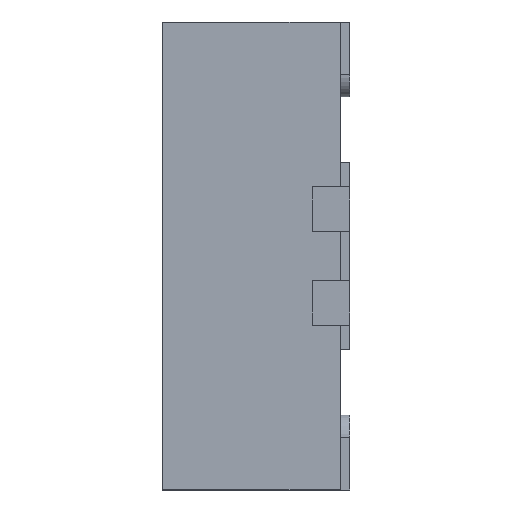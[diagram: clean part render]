
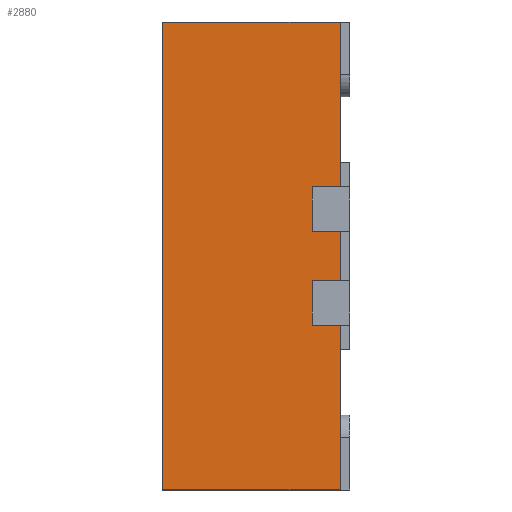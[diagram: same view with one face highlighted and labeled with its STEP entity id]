
A CAD part, left-side view. The second image highlights one B-rep face of the part: STEP entity #2880.
In plain terms, the highlighted planar face has unit normal (-1, 0, 0).
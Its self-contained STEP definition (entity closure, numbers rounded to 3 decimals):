
#59 = CARTESIAN_POINT ( 'NONE',  ( -1.75, 1., -1.25 ) ) ;
#85 = EDGE_CURVE ( 'NONE', #2010, #1669, #2274, .T. ) ;
#88 = AXIS2_PLACEMENT_3D ( 'NONE', #2262, #3554, #586 ) ;
#173 = VECTOR ( 'NONE', #2339, 1000. ) ;
#326 = VECTOR ( 'NONE', #3645, 1000. ) ;
#408 = ORIENTED_EDGE ( 'NONE', *, *, #480, .F. ) ;
#480 = EDGE_CURVE ( 'NONE', #2038, #3080, #1873, .T. ) ;
#516 = ORIENTED_EDGE ( 'NONE', *, *, #2827, .T. ) ;
#521 = VECTOR ( 'NONE', #1099, 1000. ) ;
#546 = PLANE ( 'NONE',  #88 ) ;
#586 = DIRECTION ( 'NONE',  ( 0., 0., -1. ) ) ;
#647 = VECTOR ( 'NONE', #4126, 1000. ) ;
#748 = VERTEX_POINT ( 'NONE', #59 ) ;
#815 = LINE ( 'NONE', #4141, #326 ) ;
#847 = CARTESIAN_POINT ( 'NONE',  ( -1.75, 0.666, -0.13 ) ) ;
#893 = VERTEX_POINT ( 'NONE', #1444 ) ;
#936 = CARTESIAN_POINT ( 'NONE',  ( -1.75, 0.05, 1.25 ) ) ;
#1039 = EDGE_CURVE ( 'NONE', #4738, #1436, #815, .T. ) ;
#1042 = CARTESIAN_POINT ( 'NONE',  ( -1.75, 0.666, 0.13 ) ) ;
#1099 = DIRECTION ( 'NONE',  ( 0., 0., 1. ) ) ;
#1212 = VECTOR ( 'NONE', #4742, 1000. ) ;
#1223 = CARTESIAN_POINT ( 'NONE',  ( -1.75, 0.2, -0.37 ) ) ;
#1262 = VECTOR ( 'NONE', #1485, 1000. ) ;
#1282 = LINE ( 'NONE', #4497, #521 ) ;
#1332 = FACE_OUTER_BOUND ( 'NONE', #3689, .T. ) ;
#1351 = VERTEX_POINT ( 'NONE', #5320 ) ;
#1363 = CARTESIAN_POINT ( 'NONE',  ( -1.75, 0.2, 0.13 ) ) ;
#1436 = VERTEX_POINT ( 'NONE', #2320 ) ;
#1444 = CARTESIAN_POINT ( 'NONE',  ( -1.75, 0.2, -0.13 ) ) ;
#1485 = DIRECTION ( 'NONE',  ( 0., -1., 0. ) ) ;
#1539 = EDGE_CURVE ( 'NONE', #893, #2010, #4104, .T. ) ;
#1577 = EDGE_CURVE ( 'NONE', #5577, #1669, #3298, .T. ) ;
#1669 = VERTEX_POINT ( 'NONE', #4188 ) ;
#1873 = LINE ( 'NONE', #2794, #1262 ) ;
#1922 = CARTESIAN_POINT ( 'NONE',  ( -1.75, 0.05, 1.25 ) ) ;
#2010 = VERTEX_POINT ( 'NONE', #4815 ) ;
#2038 = VERTEX_POINT ( 'NONE', #2669 ) ;
#2245 = EDGE_CURVE ( 'NONE', #748, #2038, #5423, .T. ) ;
#2262 = CARTESIAN_POINT ( 'NONE',  ( -1.75, 6.301, 1.25 ) ) ;
#2264 = DIRECTION ( 'NONE',  ( 0., -1., 0. ) ) ;
#2274 = LINE ( 'NONE', #3976, #5420 ) ;
#2320 = CARTESIAN_POINT ( 'NONE',  ( -1.75, 0.05, -0.37 ) ) ;
#2339 = DIRECTION ( 'NONE',  ( 0., -1., 0. ) ) ;
#2628 = ORIENTED_EDGE ( 'NONE', *, *, #85, .T. ) ;
#2669 = CARTESIAN_POINT ( 'NONE',  ( -1.75, 1., 1.25 ) ) ;
#2751 = EDGE_CURVE ( 'NONE', #5214, #3080, #3410, .T. ) ;
#2794 = CARTESIAN_POINT ( 'NONE',  ( -1.75, 6.301, 1.25 ) ) ;
#2827 = EDGE_CURVE ( 'NONE', #5577, #4938, #4395, .T. ) ;
#2880 = ADVANCED_FACE ( 'NONE', ( #1332 ), #546, .F. ) ;
#2902 = EDGE_CURVE ( 'NONE', #4738, #893, #4342, .T. ) ;
#2989 = VECTOR ( 'NONE', #5256, 1000. ) ;
#3045 = CARTESIAN_POINT ( 'NONE',  ( -1.75, 0.05, 0.37 ) ) ;
#3080 = VERTEX_POINT ( 'NONE', #1922 ) ;
#3094 = ORIENTED_EDGE ( 'NONE', *, *, #4546, .T. ) ;
#3103 = VECTOR ( 'NONE', #4036, 1000. ) ;
#3110 = ORIENTED_EDGE ( 'NONE', *, *, #1039, .F. ) ;
#3153 = CARTESIAN_POINT ( 'NONE',  ( -1.75, 0.666, 0.37 ) ) ;
#3173 = ORIENTED_EDGE ( 'NONE', *, *, #4149, .T. ) ;
#3298 = LINE ( 'NONE', #1042, #3103 ) ;
#3410 = LINE ( 'NONE', #936, #1212 ) ;
#3450 = CARTESIAN_POINT ( 'NONE',  ( -1.75, 0.2, 0.37 ) ) ;
#3457 = ORIENTED_EDGE ( 'NONE', *, *, #2902, .T. ) ;
#3483 = VECTOR ( 'NONE', #2264, 1000. ) ;
#3554 = DIRECTION ( 'NONE',  ( 1., 0., 0. ) ) ;
#3645 = DIRECTION ( 'NONE',  ( 0., -1., 0. ) ) ;
#3689 = EDGE_LOOP ( 'NONE', ( #3774, #516, #5476, #4587, #408, #5088, #3173, #3094, #3110, #3457, #3721, #2628 ) ) ;
#3691 = CARTESIAN_POINT ( 'NONE',  ( -1.75, 1., 1.25 ) ) ;
#3721 = ORIENTED_EDGE ( 'NONE', *, *, #1539, .T. ) ;
#3774 = ORIENTED_EDGE ( 'NONE', *, *, #1577, .F. ) ;
#3818 = LINE ( 'NONE', #4111, #173 ) ;
#3827 = VECTOR ( 'NONE', #4284, 1000. ) ;
#3976 = CARTESIAN_POINT ( 'NONE',  ( -1.75, 0.05, 1.25 ) ) ;
#4036 = DIRECTION ( 'NONE',  ( 0., -1., 0. ) ) ;
#4052 = EDGE_CURVE ( 'NONE', #4938, #5214, #4899, .T. ) ;
#4104 = LINE ( 'NONE', #847, #3827 ) ;
#4111 = CARTESIAN_POINT ( 'NONE',  ( -1.75, 6.301, -1.25 ) ) ;
#4126 = DIRECTION ( 'NONE',  ( 0., 0., 1. ) ) ;
#4141 = CARTESIAN_POINT ( 'NONE',  ( -1.75, 0.666, -0.37 ) ) ;
#4149 = EDGE_CURVE ( 'NONE', #748, #1351, #3818, .T. ) ;
#4188 = CARTESIAN_POINT ( 'NONE',  ( -1.75, 0.05, 0.13 ) ) ;
#4284 = DIRECTION ( 'NONE',  ( 0., -1., 0. ) ) ;
#4342 = LINE ( 'NONE', #4811, #4465 ) ;
#4395 = LINE ( 'NONE', #4413, #2989 ) ;
#4413 = CARTESIAN_POINT ( 'NONE',  ( -1.75, 0.2, 0.37 ) ) ;
#4424 = DIRECTION ( 'NONE',  ( 0., 0., 1. ) ) ;
#4465 = VECTOR ( 'NONE', #5233, 1000. ) ;
#4497 = CARTESIAN_POINT ( 'NONE',  ( -1.75, 0.05, 1.25 ) ) ;
#4546 = EDGE_CURVE ( 'NONE', #1351, #1436, #1282, .T. ) ;
#4587 = ORIENTED_EDGE ( 'NONE', *, *, #2751, .T. ) ;
#4738 = VERTEX_POINT ( 'NONE', #1223 ) ;
#4742 = DIRECTION ( 'NONE',  ( 0., 0., 1. ) ) ;
#4811 = CARTESIAN_POINT ( 'NONE',  ( -1.75, 0.2, -0.13 ) ) ;
#4815 = CARTESIAN_POINT ( 'NONE',  ( -1.75, 0.05, -0.13 ) ) ;
#4899 = LINE ( 'NONE', #3153, #3483 ) ;
#4938 = VERTEX_POINT ( 'NONE', #3450 ) ;
#5088 = ORIENTED_EDGE ( 'NONE', *, *, #2245, .F. ) ;
#5214 = VERTEX_POINT ( 'NONE', #3045 ) ;
#5233 = DIRECTION ( 'NONE',  ( 0., 0., 1. ) ) ;
#5256 = DIRECTION ( 'NONE',  ( 0., 0., 1. ) ) ;
#5320 = CARTESIAN_POINT ( 'NONE',  ( -1.75, 0.05, -1.25 ) ) ;
#5420 = VECTOR ( 'NONE', #4424, 1000. ) ;
#5423 = LINE ( 'NONE', #3691, #647 ) ;
#5476 = ORIENTED_EDGE ( 'NONE', *, *, #4052, .T. ) ;
#5577 = VERTEX_POINT ( 'NONE', #1363 ) ;
